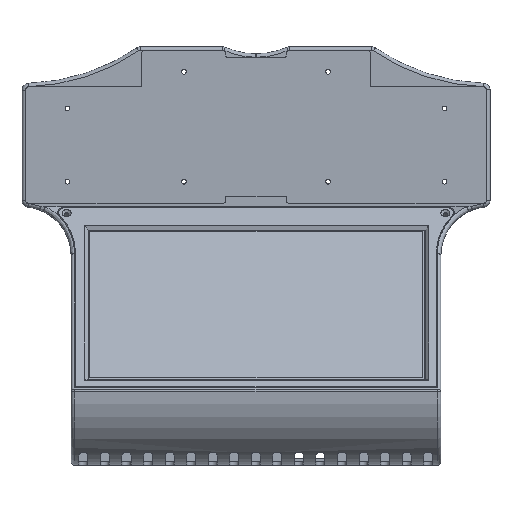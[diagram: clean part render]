
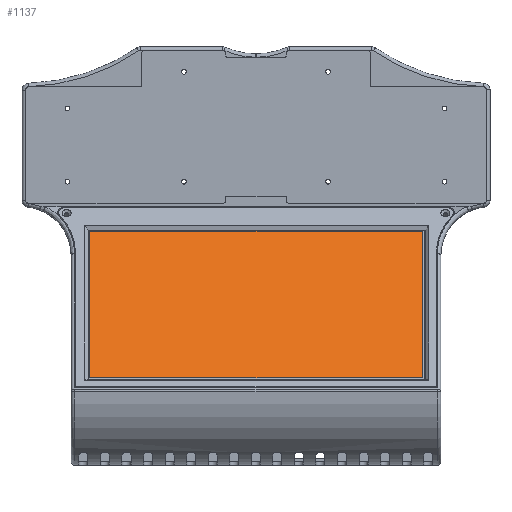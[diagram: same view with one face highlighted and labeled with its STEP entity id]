
A CAD part, top view. The second image highlights one B-rep face of the part: STEP entity #1137.
In plain terms, the highlighted planar face has unit normal (0, 0.609, 0.793).
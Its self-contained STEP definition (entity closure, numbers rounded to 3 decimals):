
#1035=CARTESIAN_POINT('',(-76.501,-37.661,32.582));
#1036=VERTEX_POINT('',#1035);
#1043=CARTESIAN_POINT('',(-76.501,30.504,-19.723));
#1044=VERTEX_POINT('',#1043);
#1045=CARTESIAN_POINT('',(-76.501,30.504,-19.723));
#1046=DIRECTION('',(0.,-0.793,0.609));
#1047=VECTOR('',#1046,85.92);
#1048=LINE('',#1045,#1047);
#1049=EDGE_CURVE('',#1044,#1036,#1048,.T.);
#1067=CARTESIAN_POINT('',(77.709,30.504,-19.723));
#1068=VERTEX_POINT('',#1067);
#1069=CARTESIAN_POINT('',(77.709,30.504,-19.723));
#1070=DIRECTION('',(-1.,0.,0.));
#1071=VECTOR('',#1070,154.21);
#1072=LINE('',#1069,#1071);
#1073=EDGE_CURVE('',#1068,#1044,#1072,.T.);
#1091=CARTESIAN_POINT('',(77.709,-37.661,32.582));
#1092=VERTEX_POINT('',#1091);
#1093=CARTESIAN_POINT('',(77.709,-37.661,32.582));
#1094=DIRECTION('',(-0.,0.793,-0.609));
#1095=VECTOR('',#1094,85.92);
#1096=LINE('',#1093,#1095);
#1097=EDGE_CURVE('',#1092,#1068,#1096,.T.);
#1115=CARTESIAN_POINT('',(-76.501,-37.661,32.582));
#1116=DIRECTION('',(1.,-0.,-0.));
#1117=VECTOR('',#1116,154.21);
#1118=LINE('',#1115,#1117);
#1119=EDGE_CURVE('',#1036,#1092,#1118,.T.);
#1126=CARTESIAN_POINT('',(0.604,-3.578,6.43));
#1127=DIRECTION('',(-0.,-0.609,-0.793));
#1128=DIRECTION('',(1.,-0.,-0.));
#1129=AXIS2_PLACEMENT_3D('',#1126,#1127,#1128);
#1130=PLANE('',#1129);
#1131=ORIENTED_EDGE('',*,*,#1119,.T.);
#1132=ORIENTED_EDGE('',*,*,#1097,.T.);
#1133=ORIENTED_EDGE('',*,*,#1073,.T.);
#1134=ORIENTED_EDGE('',*,*,#1049,.T.);
#1135=EDGE_LOOP('',(#1131,#1132,#1133,#1134));
#1136=FACE_BOUND('',#1135,.T.);
#1137=ADVANCED_FACE('',(#1136),#1130,.F.);
